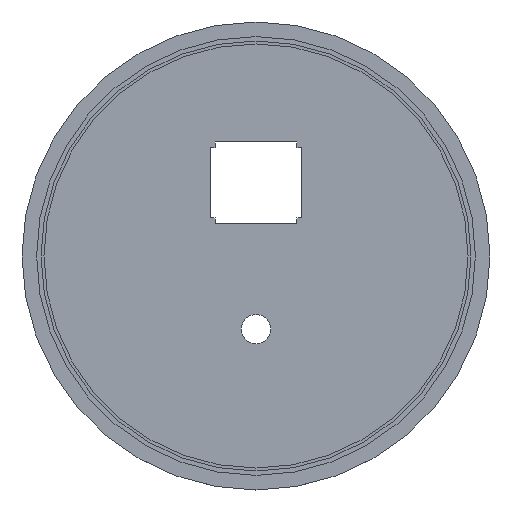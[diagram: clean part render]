
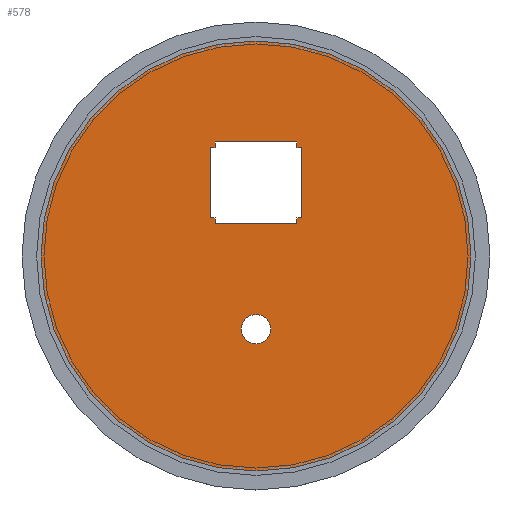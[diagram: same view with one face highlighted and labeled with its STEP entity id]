
A CAD part, top view. The second image highlights one B-rep face of the part: STEP entity #578.
In plain terms, the highlighted planar face has unit normal (0, 0, 1).
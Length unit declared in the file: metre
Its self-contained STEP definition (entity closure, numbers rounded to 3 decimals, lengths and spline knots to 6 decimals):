
#64=LINE('',#1000,#100);
#65=LINE('',#1003,#101);
#66=LINE('',#1005,#102);
#67=LINE('',#1007,#103);
#68=LINE('',#1009,#104);
#69=LINE('',#1011,#105);
#70=LINE('',#1013,#106);
#71=LINE('',#1015,#107);
#72=LINE('',#1017,#108);
#73=LINE('',#1019,#109);
#74=LINE('',#1021,#110);
#75=LINE('',#1023,#111);
#100=VECTOR('',#804,1.);
#101=VECTOR('',#805,1.);
#102=VECTOR('',#806,1.);
#103=VECTOR('',#807,1.);
#104=VECTOR('',#808,1.);
#105=VECTOR('',#809,1.);
#106=VECTOR('',#810,1.);
#107=VECTOR('',#811,1.);
#108=VECTOR('',#812,1.);
#109=VECTOR('',#813,1.);
#110=VECTOR('',#814,1.);
#111=VECTOR('',#815,1.);
#125=PLANE('',#708);
#166=ORIENTED_EDGE('',*,*,#293,.F.);
#167=ORIENTED_EDGE('',*,*,#294,.F.);
#168=ORIENTED_EDGE('',*,*,#295,.F.);
#169=ORIENTED_EDGE('',*,*,#296,.F.);
#170=ORIENTED_EDGE('',*,*,#297,.F.);
#171=ORIENTED_EDGE('',*,*,#298,.F.);
#172=ORIENTED_EDGE('',*,*,#299,.F.);
#173=ORIENTED_EDGE('',*,*,#300,.F.);
#174=ORIENTED_EDGE('',*,*,#301,.F.);
#175=ORIENTED_EDGE('',*,*,#302,.F.);
#176=ORIENTED_EDGE('',*,*,#303,.F.);
#177=ORIENTED_EDGE('',*,*,#304,.F.);
#178=ORIENTED_EDGE('',*,*,#305,.F.);
#179=ORIENTED_EDGE('',*,*,#279,.T.);
#279=EDGE_CURVE('',#343,#343,#395,.T.);
#293=EDGE_CURVE('',#357,#358,#64,.T.);
#294=EDGE_CURVE('',#359,#357,#65,.T.);
#295=EDGE_CURVE('',#360,#359,#66,.T.);
#296=EDGE_CURVE('',#361,#360,#67,.T.);
#297=EDGE_CURVE('',#362,#361,#68,.T.);
#298=EDGE_CURVE('',#363,#362,#69,.T.);
#299=EDGE_CURVE('',#364,#363,#70,.T.);
#300=EDGE_CURVE('',#365,#364,#71,.T.);
#301=EDGE_CURVE('',#366,#365,#72,.T.);
#302=EDGE_CURVE('',#367,#366,#73,.T.);
#303=EDGE_CURVE('',#368,#367,#74,.T.);
#304=EDGE_CURVE('',#358,#368,#75,.T.);
#305=EDGE_CURVE('',#369,#369,#397,.T.);
#343=VERTEX_POINT('',#971);
#357=VERTEX_POINT('',#1001);
#358=VERTEX_POINT('',#1002);
#359=VERTEX_POINT('',#1004);
#360=VERTEX_POINT('',#1006);
#361=VERTEX_POINT('',#1008);
#362=VERTEX_POINT('',#1010);
#363=VERTEX_POINT('',#1012);
#364=VERTEX_POINT('',#1014);
#365=VERTEX_POINT('',#1016);
#366=VERTEX_POINT('',#1018);
#367=VERTEX_POINT('',#1020);
#368=VERTEX_POINT('',#1022);
#369=VERTEX_POINT('',#1025);
#395=CIRCLE('',#705,0.03675);
#397=CIRCLE('',#709,0.0025);
#427=EDGE_LOOP('',(#166,#167,#168,#169,#170,#171,#172,#173,#174,#175,#176,
#177));
#428=EDGE_LOOP('',(#178));
#429=EDGE_LOOP('',(#179));
#497=FACE_BOUND('',#427,.T.);
#498=FACE_BOUND('',#428,.T.);
#499=FACE_BOUND('',#429,.T.);
#578=ADVANCED_FACE('',(#497,#498,#499),#125,.T.);
#705=AXIS2_PLACEMENT_3D('',#970,#784,#785);
#708=AXIS2_PLACEMENT_3D('',#999,#802,#803);
#709=AXIS2_PLACEMENT_3D('',#1024,#816,#817);
#784=DIRECTION('',(0.,0.,1.));
#785=DIRECTION('',(1.,0.,0.));
#802=DIRECTION('',(0.,0.,1.));
#803=DIRECTION('',(1.,0.,0.));
#804=DIRECTION('',(0.,1.,0.));
#805=DIRECTION('',(1.,0.,0.));
#806=DIRECTION('',(0.,-1.,0.));
#807=DIRECTION('',(1.,0.,0.));
#808=DIRECTION('',(0.,-1.,0.));
#809=DIRECTION('',(-1.,0.,0.));
#810=DIRECTION('',(0.,-1.,0.));
#811=DIRECTION('',(-1.,0.,0.));
#812=DIRECTION('',(0.,1.,0.));
#813=DIRECTION('',(-1.,0.,0.));
#814=DIRECTION('',(0.,1.,0.));
#815=DIRECTION('',(1.,0.,0.));
#816=DIRECTION('',(0.,0.,1.));
#817=DIRECTION('',(1.,0.,0.));
#970=CARTESIAN_POINT('',(0.,0.,0.1137));
#971=CARTESIAN_POINT('',(0.03675,0.,0.1137));
#999=CARTESIAN_POINT('',(0.,0.,0.1137));
#1000=CARTESIAN_POINT('',(0.007,0.006,0.1137));
#1001=CARTESIAN_POINT('',(0.007,0.0055,0.1137));
#1002=CARTESIAN_POINT('',(0.007,0.0065,0.1137));
#1003=CARTESIAN_POINT('',(0.,0.0055,0.1137));
#1004=CARTESIAN_POINT('',(-0.007,0.0055,0.1137));
#1005=CARTESIAN_POINT('',(-0.007,0.006,0.1137));
#1006=CARTESIAN_POINT('',(-0.007,0.0065,0.1137));
#1007=CARTESIAN_POINT('',(-0.0074,0.0065,0.1137));
#1008=CARTESIAN_POINT('',(-0.0078,0.0065,0.1137));
#1009=CARTESIAN_POINT('',(-0.0078,0.0125,0.1137));
#1010=CARTESIAN_POINT('',(-0.0078,0.0185,0.1137));
#1011=CARTESIAN_POINT('',(-0.0074,0.0185,0.1137));
#1012=CARTESIAN_POINT('',(-0.007,0.0185,0.1137));
#1013=CARTESIAN_POINT('',(-0.007,0.019,0.1137));
#1014=CARTESIAN_POINT('',(-0.007,0.0195,0.1137));
#1015=CARTESIAN_POINT('',(0.,0.0195,0.1137));
#1016=CARTESIAN_POINT('',(0.007,0.0195,0.1137));
#1017=CARTESIAN_POINT('',(0.007,0.019,0.1137));
#1018=CARTESIAN_POINT('',(0.007,0.0185,0.1137));
#1019=CARTESIAN_POINT('',(0.0074,0.0185,0.1137));
#1020=CARTESIAN_POINT('',(0.0078,0.0185,0.1137));
#1021=CARTESIAN_POINT('',(0.0078,0.0125,0.1137));
#1022=CARTESIAN_POINT('',(0.0078,0.0065,0.1137));
#1023=CARTESIAN_POINT('',(0.0074,0.0065,0.1137));
#1024=CARTESIAN_POINT('',(0.,-0.0125,0.1137));
#1025=CARTESIAN_POINT('',(0.0025,-0.0125,0.1137));
